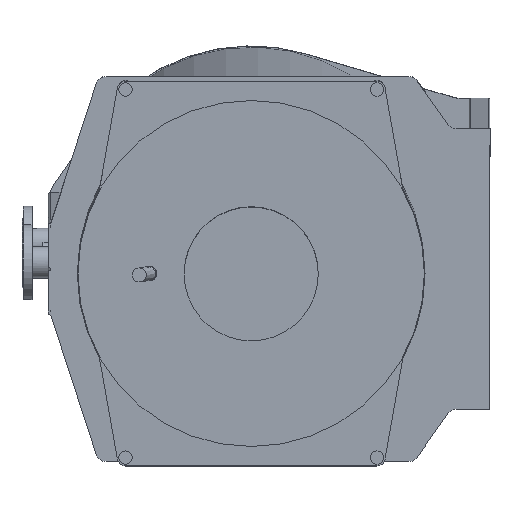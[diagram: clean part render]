
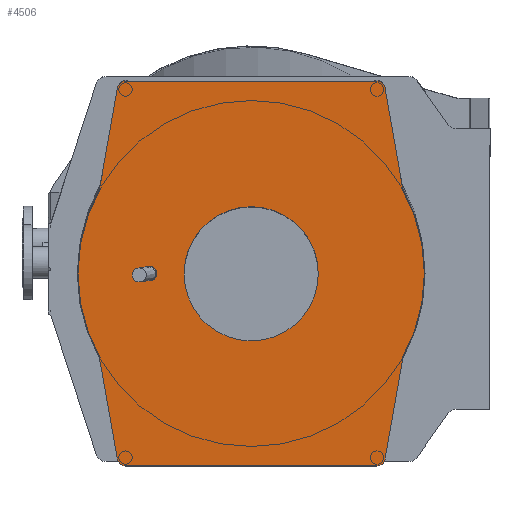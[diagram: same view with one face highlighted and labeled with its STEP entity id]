
A CAD part, left-side view. The second image highlights one B-rep face of the part: STEP entity #4506.
In plain terms, the highlighted face is planar.
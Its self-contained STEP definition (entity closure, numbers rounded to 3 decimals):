
#36=ELLIPSE('',#5023,19.5,17.5);
#127=FACE_BOUND('',#696,.T.);
#128=FACE_BOUND('',#697,.T.);
#248=PLANE('',#5051);
#458=FACE_OUTER_BOUND('',#695,.T.);
#695=EDGE_LOOP('',(#4092,#4093,#4094,#4095,#4096,#4097,#4098,#4099,#4100,
#4101,#4102,#4103,#4104,#4105,#4106,#4107));
#696=EDGE_LOOP('',(#4108,#4109));
#697=EDGE_LOOP('',(#4110));
#919=CIRCLE('',#5007,160.);
#920=CIRCLE('',#5008,160.);
#933=CIRCLE('',#5026,50.);
#934=CIRCLE('',#5028,415.);
#935=CIRCLE('',#5030,50.);
#936=CIRCLE('',#5033,20.);
#937=CIRCLE('',#5036,20.);
#938=CIRCLE('',#5039,50.);
#939=CIRCLE('',#5041,415.);
#940=CIRCLE('',#5043,50.);
#941=CIRCLE('',#5046,20.);
#942=CIRCLE('',#5049,20.);
#1319=LINE('',#8140,#1690);
#1322=LINE('',#8148,#1693);
#1325=LINE('',#8156,#1696);
#1330=LINE('',#8172,#1701);
#1333=LINE('',#8180,#1704);
#1336=LINE('',#8187,#1707);
#1690=VECTOR('',#6272,10.);
#1693=VECTOR('',#6281,10.);
#1696=VECTOR('',#6290,10.);
#1701=VECTOR('',#6309,10.);
#1704=VECTOR('',#6318,10.);
#1707=VECTOR('',#6327,10.);
#2109=VERTEX_POINT('',#8058);
#2110=VERTEX_POINT('',#8060);
#2129=VERTEX_POINT('',#8119);
#2131=VERTEX_POINT('',#8125);
#2132=VERTEX_POINT('',#8127);
#2133=VERTEX_POINT('',#8131);
#2134=VERTEX_POINT('',#8135);
#2135=VERTEX_POINT('',#8139);
#2136=VERTEX_POINT('',#8143);
#2137=VERTEX_POINT('',#8147);
#2138=VERTEX_POINT('',#8151);
#2139=VERTEX_POINT('',#8155);
#2140=VERTEX_POINT('',#8159);
#2141=VERTEX_POINT('',#8163);
#2142=VERTEX_POINT('',#8167);
#2143=VERTEX_POINT('',#8171);
#2144=VERTEX_POINT('',#8175);
#2145=VERTEX_POINT('',#8179);
#2146=VERTEX_POINT('',#8183);
#2755=EDGE_CURVE('',#2110,#2109,#919,.T.);
#2756=EDGE_CURVE('',#2109,#2110,#920,.T.);
#2775=EDGE_CURVE('',#2129,#2129,#36,.T.);
#2779=EDGE_CURVE('',#2132,#2131,#933,.T.);
#2781=EDGE_CURVE('',#2133,#2132,#934,.T.);
#2783=EDGE_CURVE('',#2134,#2133,#935,.T.);
#2785=EDGE_CURVE('',#2135,#2134,#1319,.T.);
#2787=EDGE_CURVE('',#2136,#2135,#936,.T.);
#2789=EDGE_CURVE('',#2137,#2136,#1322,.T.);
#2791=EDGE_CURVE('',#2138,#2137,#937,.T.);
#2793=EDGE_CURVE('',#2139,#2138,#1325,.T.);
#2795=EDGE_CURVE('',#2140,#2139,#938,.T.);
#2797=EDGE_CURVE('',#2141,#2140,#939,.T.);
#2799=EDGE_CURVE('',#2142,#2141,#940,.T.);
#2801=EDGE_CURVE('',#2143,#2142,#1330,.T.);
#2803=EDGE_CURVE('',#2144,#2143,#941,.T.);
#2805=EDGE_CURVE('',#2145,#2144,#1333,.T.);
#2807=EDGE_CURVE('',#2146,#2145,#942,.T.);
#2809=EDGE_CURVE('',#2131,#2146,#1336,.T.);
#4092=ORIENTED_EDGE('',*,*,#2809,.T.);
#4093=ORIENTED_EDGE('',*,*,#2807,.T.);
#4094=ORIENTED_EDGE('',*,*,#2805,.T.);
#4095=ORIENTED_EDGE('',*,*,#2803,.T.);
#4096=ORIENTED_EDGE('',*,*,#2801,.T.);
#4097=ORIENTED_EDGE('',*,*,#2799,.T.);
#4098=ORIENTED_EDGE('',*,*,#2797,.T.);
#4099=ORIENTED_EDGE('',*,*,#2795,.T.);
#4100=ORIENTED_EDGE('',*,*,#2793,.T.);
#4101=ORIENTED_EDGE('',*,*,#2791,.T.);
#4102=ORIENTED_EDGE('',*,*,#2789,.T.);
#4103=ORIENTED_EDGE('',*,*,#2787,.T.);
#4104=ORIENTED_EDGE('',*,*,#2785,.T.);
#4105=ORIENTED_EDGE('',*,*,#2783,.T.);
#4106=ORIENTED_EDGE('',*,*,#2781,.T.);
#4107=ORIENTED_EDGE('',*,*,#2779,.T.);
#4108=ORIENTED_EDGE('',*,*,#2755,.T.);
#4109=ORIENTED_EDGE('',*,*,#2756,.T.);
#4110=ORIENTED_EDGE('',*,*,#2775,.T.);
#4506=ADVANCED_FACE('',(#458,#127,#128),#248,.T.);
#5007=AXIS2_PLACEMENT_3D('',#8061,#6211,#6212);
#5008=AXIS2_PLACEMENT_3D('',#8062,#6213,#6214);
#5023=AXIS2_PLACEMENT_3D('',#8120,#6249,#6250);
#5026=AXIS2_PLACEMENT_3D('',#8128,#6257,#6258);
#5028=AXIS2_PLACEMENT_3D('',#8132,#6262,#6263);
#5030=AXIS2_PLACEMENT_3D('',#8136,#6267,#6268);
#5033=AXIS2_PLACEMENT_3D('',#8144,#6276,#6277);
#5036=AXIS2_PLACEMENT_3D('',#8152,#6285,#6286);
#5039=AXIS2_PLACEMENT_3D('',#8160,#6294,#6295);
#5041=AXIS2_PLACEMENT_3D('',#8164,#6299,#6300);
#5043=AXIS2_PLACEMENT_3D('',#8168,#6304,#6305);
#5046=AXIS2_PLACEMENT_3D('',#8176,#6313,#6314);
#5049=AXIS2_PLACEMENT_3D('',#8184,#6322,#6323);
#5051=AXIS2_PLACEMENT_3D('',#8188,#6328,#6329);
#6211=DIRECTION('center_axis',(0.,0.,-1.));
#6212=DIRECTION('ref_axis',(1.,0.,0.));
#6213=DIRECTION('center_axis',(0.,0.,-1.));
#6214=DIRECTION('ref_axis',(1.,0.,0.));
#6249=DIRECTION('center_axis',(0.,0.,-1.));
#6250=DIRECTION('ref_axis',(0.,-1.,0.));
#6257=DIRECTION('center_axis',(0.,0.,-1.));
#6258=DIRECTION('ref_axis',(-0.174,0.985,0.));
#6262=DIRECTION('center_axis',(0.,0.,1.));
#6263=DIRECTION('ref_axis',(0.474,0.881,0.));
#6267=DIRECTION('center_axis',(0.,0.,-1.));
#6268=DIRECTION('ref_axis',(0.474,0.881,0.));
#6272=DIRECTION('',(-0.985,0.174,0.));
#6276=DIRECTION('center_axis',(0.,0.,1.));
#6277=DIRECTION('ref_axis',(1.,0.,0.));
#6281=DIRECTION('',(0.,1.,0.));
#6285=DIRECTION('center_axis',(0.,0.,1.));
#6286=DIRECTION('ref_axis',(0.,-1.,0.));
#6290=DIRECTION('',(0.985,0.174,0.));
#6294=DIRECTION('center_axis',(0.,0.,-1.));
#6295=DIRECTION('ref_axis',(0.174,-0.985,0.));
#6299=DIRECTION('center_axis',(0.,0.,1.));
#6300=DIRECTION('ref_axis',(-0.474,-0.881,0.));
#6304=DIRECTION('center_axis',(0.,0.,-1.));
#6305=DIRECTION('ref_axis',(-0.474,-0.881,0.));
#6309=DIRECTION('',(0.985,-0.174,0.));
#6313=DIRECTION('center_axis',(0.,0.,1.));
#6314=DIRECTION('ref_axis',(-1.,0.,0.));
#6318=DIRECTION('',(0.,-1.,0.));
#6322=DIRECTION('center_axis',(0.,0.,1.));
#6323=DIRECTION('ref_axis',(0.,1.,0.));
#6327=DIRECTION('',(-0.985,-0.174,0.));
#6328=DIRECTION('center_axis',(0.,0.,1.));
#6329=DIRECTION('ref_axis',(1.,0.,0.));
#8058=CARTESIAN_POINT('',(-160.,0.,194.));
#8060=CARTESIAN_POINT('',(160.,0.,194.));
#8061=CARTESIAN_POINT('Origin',(0.,0.,194.));
#8062=CARTESIAN_POINT('Origin',(0.,0.,194.));
#8119=CARTESIAN_POINT('',(0.,264.5,194.));
#8120=CARTESIAN_POINT('Origin',(0.,245.,194.));
#8125=CARTESIAN_POINT('',(-211.598,360.273,194.));
#8127=CARTESIAN_POINT('',(-196.594,365.48,194.));
#8128=CARTESIAN_POINT('Origin',(-220.28,409.514,194.));
#8131=CARTESIAN_POINT('',(196.594,365.48,194.));
#8132=CARTESIAN_POINT('Origin',(0.,0.,194.));
#8135=CARTESIAN_POINT('',(211.598,360.273,194.));
#8136=CARTESIAN_POINT('Origin',(220.28,409.514,194.));
#8139=CARTESIAN_POINT('',(440.,320.,194.));
#8140=CARTESIAN_POINT('',(440.,320.,194.));
#8143=CARTESIAN_POINT('',(460.,300.,194.));
#8144=CARTESIAN_POINT('Origin',(440.,300.,194.));
#8147=CARTESIAN_POINT('',(460.,-300.,194.));
#8148=CARTESIAN_POINT('',(460.,-300.,194.));
#8151=CARTESIAN_POINT('',(440.,-320.,194.));
#8152=CARTESIAN_POINT('Origin',(440.,-300.,194.));
#8155=CARTESIAN_POINT('',(211.598,-360.273,194.));
#8156=CARTESIAN_POINT('',(211.598,-360.273,194.));
#8159=CARTESIAN_POINT('',(196.594,-365.48,194.));
#8160=CARTESIAN_POINT('Origin',(220.28,-409.514,194.));
#8163=CARTESIAN_POINT('',(-196.594,-365.48,194.));
#8164=CARTESIAN_POINT('Origin',(0.,0.,194.));
#8167=CARTESIAN_POINT('',(-211.598,-360.273,194.));
#8168=CARTESIAN_POINT('Origin',(-220.28,-409.514,194.));
#8171=CARTESIAN_POINT('',(-440.,-320.,194.));
#8172=CARTESIAN_POINT('',(-440.,-320.,194.));
#8175=CARTESIAN_POINT('',(-460.,-300.,194.));
#8176=CARTESIAN_POINT('Origin',(-440.,-300.,194.));
#8179=CARTESIAN_POINT('',(-460.,300.,194.));
#8180=CARTESIAN_POINT('',(-460.,300.,194.));
#8183=CARTESIAN_POINT('',(-440.,320.,194.));
#8184=CARTESIAN_POINT('Origin',(-440.,300.,194.));
#8187=CARTESIAN_POINT('',(-211.598,360.273,194.));
#8188=CARTESIAN_POINT('Origin',(0.,0.,194.));
